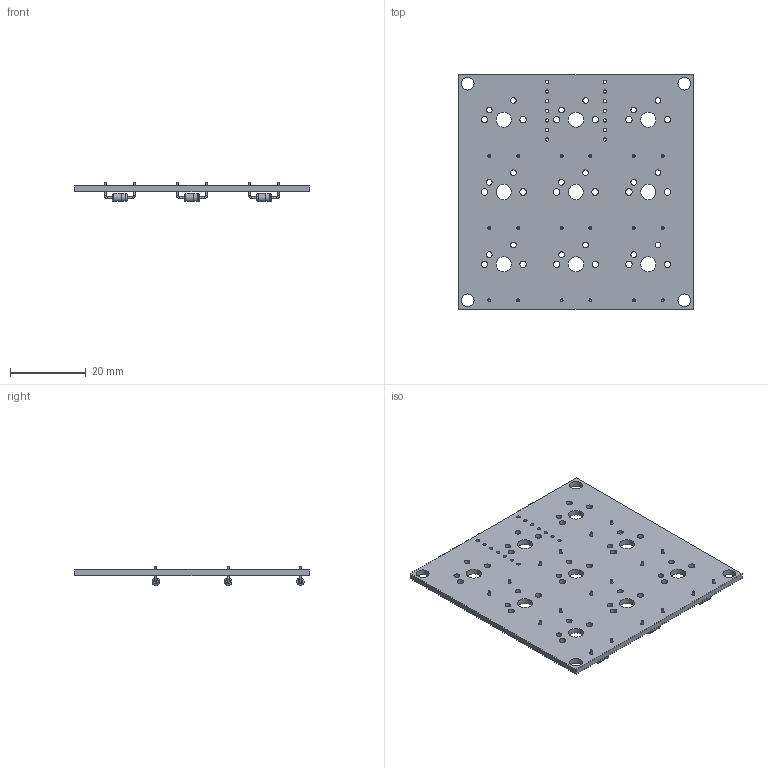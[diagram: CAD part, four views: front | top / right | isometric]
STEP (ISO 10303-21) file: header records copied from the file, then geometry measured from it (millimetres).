
FILE_DESCRIPTION(('KiCad electronic assembly'),'2;1');
FILE_NAME('Hack.step','2025-06-23T15:58:26',('Pcbnew'),('Kicad'), 'Open CASCADE STEP processor 7.8','KiCad to STEP converter','Unknown' );
FILE_SCHEMA(('AUTOMOTIVE_DESIGN { 1 0 10303 214 1 1 1 1 }'));
Length unit declared in the file: millimetre
Products named in the file (3): Hack 1; D_DO-35_SOD27_P7.62mm_Horizontal; Hack_PCB
Assembly tree (10 placements, depth 2):
  Hack 1
    D_DO-35_SOD27_P7.62mm_Horizontal  x9
    Hack_PCB
Bounding box: 61.91 x 61.91 x 5.01 mm (x, y, z)
Volume: 5561.7 mm3; surface area: 8676.9 mm2
Topology: 19 solids, 19 shells, 231 faces, 471 edges, 296 vertices
Faces by surface type: cylinder 135, plane 60, torus 36
Full cylindrical faces by diameter (mm): 0.5 x27, 0.8 x18, 0.889 x14, 1.5 x18, 1.7 x18, 2 x18, 2.02 x9, 3.4 x4, 4 x9
Entity records: 3900 total; most frequent: DIRECTION 687, CARTESIAN_POINT 577, ORIENTED_EDGE 558, AXIS2_PLACEMENT_3D 294, EDGE_CURVE 279, FACE_BOUND 267, EDGE_LOOP 267, VERTEX_POINT 184
